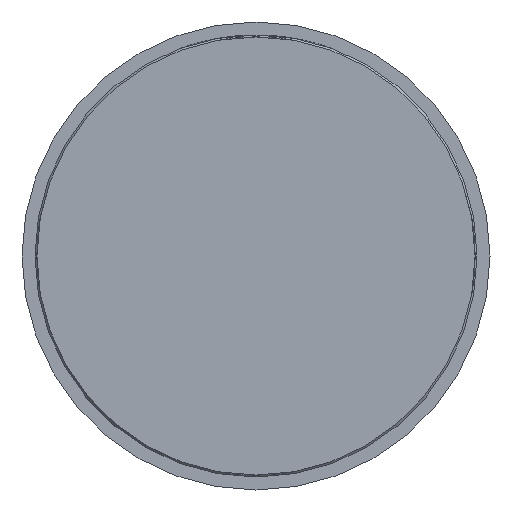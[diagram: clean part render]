
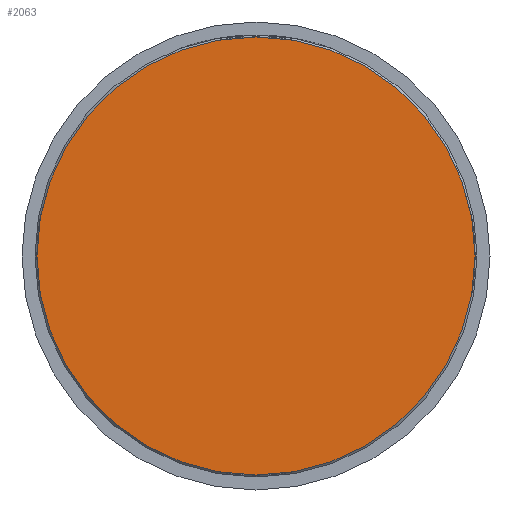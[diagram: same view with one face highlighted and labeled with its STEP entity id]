
A CAD part, front view. The second image highlights one B-rep face of the part: STEP entity #2063.
In plain terms, the highlighted planar face has unit normal (0, -1, 0).
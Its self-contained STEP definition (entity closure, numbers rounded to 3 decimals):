
#389 = ORIENTED_EDGE ( 'NONE', *, *, #812, .F. ) ;
#654 = AXIS2_PLACEMENT_3D ( 'NONE', #3197, #1564, #1876 ) ;
#791 = AXIS2_PLACEMENT_3D ( 'NONE', #984, #2008, #3626 ) ;
#812 = EDGE_CURVE ( 'Defeature ausgef�hrt1_0+Defeature ausgef�hrt1_1+Defeature ausgef�hrt1_1+Defeature ausgef�hrt1_1', #1349, #1266, #2487, .T. ) ;
#877 = EDGE_CURVE ( 'Defeature ausgef�hrt1_0+Defeature ausgef�hrt1_1+Defeature ausgef�hrt1_1+Defeature ausgef�hrt1_1', #1266, #1349, #3202, .T. ) ;
#900 = PLANE ( 'NONE',  #654 ) ;
#984 = CARTESIAN_POINT ( 'NONE',  ( 0., 0., 0. ) ) ;
#1038 = EDGE_LOOP ( 'NONE', ( #1231, #389 ) ) ;
#1231 = ORIENTED_EDGE ( 'NONE', *, *, #877, .F. ) ;
#1266 = VERTEX_POINT ( 'NONE', #1941 ) ;
#1349 = VERTEX_POINT ( 'NONE', #2411 ) ;
#1564 = DIRECTION ( 'NONE',  ( 0., 1., 0. ) ) ;
#1876 = DIRECTION ( 'NONE',  ( -1., 0., 0. ) ) ;
#1941 = CARTESIAN_POINT ( 'NONE',  ( 1.685, 0., 0. ) ) ;
#2008 = DIRECTION ( 'NONE',  ( 0., 1., 0. ) ) ;
#2063 = ADVANCED_FACE ( 'Defeature ausgef�hrt1_1', ( #3317 ), #900, .F. ) ;
#2411 = CARTESIAN_POINT ( 'NONE',  ( -1.685, 0., 0. ) ) ;
#2487 = CIRCLE ( 'NONE', #791, 1.685 ) ;
#3197 = CARTESIAN_POINT ( 'NONE',  ( 0., 0., 0. ) ) ;
#3202 = CIRCLE ( 'NONE', #4131, 1.685 ) ;
#3317 = FACE_OUTER_BOUND ( 'NONE', #1038, .T. ) ;
#3626 = DIRECTION ( 'NONE',  ( -1., 0., 0. ) ) ;
#3676 = DIRECTION ( 'NONE',  ( 0., 1., 0. ) ) ;
#3994 = DIRECTION ( 'NONE',  ( -1., 0., 0. ) ) ;
#4021 = CARTESIAN_POINT ( 'NONE',  ( 0., 0., 0. ) ) ;
#4131 = AXIS2_PLACEMENT_3D ( 'NONE', #4021, #3676, #3994 ) ;
